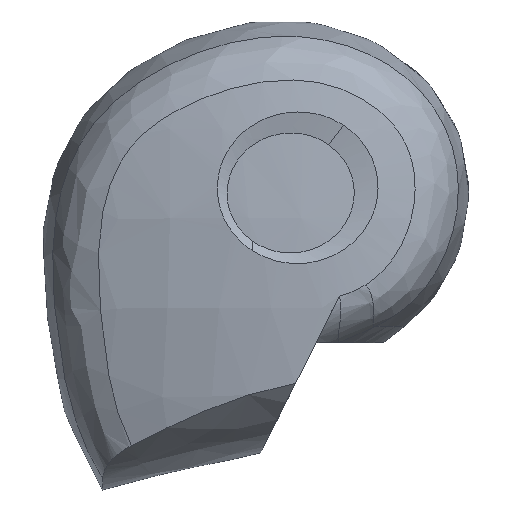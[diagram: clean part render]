
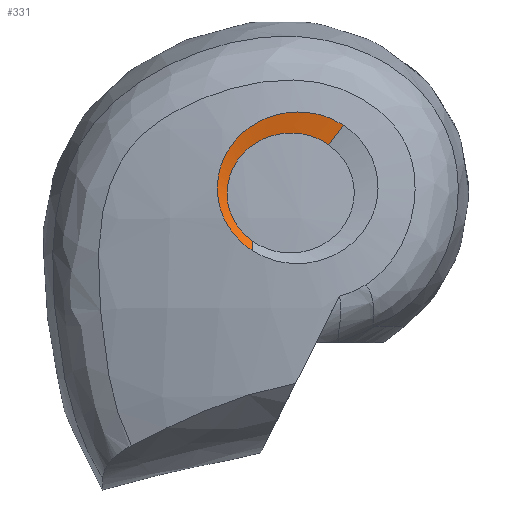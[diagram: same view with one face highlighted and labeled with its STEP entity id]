
A CAD part, front view. The second image highlights one B-rep face of the part: STEP entity #331.
In plain terms, the highlighted free-form (B-spline) face has degree [3, 3] with [10, 4] control points.
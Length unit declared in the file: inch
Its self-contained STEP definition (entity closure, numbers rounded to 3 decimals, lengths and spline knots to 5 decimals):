
#39=FACE_OUTER_BOUND('',#62,.T.);
#62=EDGE_LOOP('',(#287,#288,#289,#290));
#101=B_SPLINE_CURVE_WITH_KNOTS('',3,(#2469,#2470,#2471,#2472,#2473,#2474,
#2475,#2476,#2477,#2478,#2479,#2480,#2481,#2482,#2483,#2484,#2485,#2486,
#2487,#2488,#2489,#2490,#2491,#2492),.UNSPECIFIED.,.F.,.F.,(4,2,2,2,2,2,
2,2,2,2,2,4),(0.,1.25183,2.51128,4.16511,
4.95724,6.65289,7.55756,9.61073,10.85644,
13.26575,14.5766,15.89735),.UNSPECIFIED.);
#103=B_SPLINE_CURVE_WITH_KNOTS('',3,(#2633,#2634,#2635,#2636,#2637,#2638,
#2639,#2640,#2641,#2642,#2643,#2644,#2645,#2646,#2647,#2648,#2649,#2650,
#2651,#2652,#2653,#2654),.UNSPECIFIED.,.F.,.F.,(4,2,2,2,2,2,2,2,2,2,4),
(-11.63912,-10.45396,-9.28766,-7.61891,
-5.97533,-5.24799,-3.88982,-3.25809,
-1.94368,-0.96741,0.),
 .UNSPECIFIED.);
#109=LINE('',#2526,#116);
#110=LINE('',#2528,#117);
#116=VECTOR('',#357,0.22326);
#117=VECTOR('',#358,0.48712);
#145=VERTEX_POINT('',#2446);
#146=VERTEX_POINT('',#2447);
#147=VERTEX_POINT('',#2525);
#148=VERTEX_POINT('',#2527);
#192=EDGE_CURVE('',#146,#145,#101,.T.);
#193=EDGE_CURVE('',#147,#145,#109,.T.);
#194=EDGE_CURVE('',#148,#146,#110,.T.);
#196=EDGE_CURVE('',#147,#148,#103,.T.);
#287=ORIENTED_EDGE('',*,*,#196,.T.);
#288=ORIENTED_EDGE('',*,*,#194,.T.);
#289=ORIENTED_EDGE('',*,*,#192,.T.);
#290=ORIENTED_EDGE('',*,*,#193,.F.);
#310=B_SPLINE_SURFACE_WITH_KNOTS('',3,3,((#2593,#2594,#2595,#2596),(#2597,
#2598,#2599,#2600),(#2601,#2602,#2603,#2604),(#2605,#2606,#2607,#2608),
(#2609,#2610,#2611,#2612),(#2613,#2614,#2615,#2616),(#2617,#2618,#2619,
#2620),(#2621,#2622,#2623,#2624),(#2625,#2626,#2627,#2628),(#2629,#2630,
#2631,#2632)),.UNSPECIFIED.,.F.,.F.,.F.,(4,1,1,1,1,1,1,4),(4,4),(-0.00993,
0.,0.2,0.4,0.6,0.8,1.,1.00991),
(0.,1.),.UNSPECIFIED.);
#331=ADVANCED_FACE('',(#39),#310,.T.);
#357=DIRECTION('',(-0.026,-0.543,-0.839));
#358=DIRECTION('',(0.591,-0.089,0.802));
#2446=CARTESIAN_POINT('',(-0.1418,-2.99979,48.44092));
#2447=CARTESIAN_POINT('',(1.66801,-2.75367,50.93301));
#2469=CARTESIAN_POINT('Ctrl Pts',(1.66801,-2.75367,50.93302));
#2470=CARTESIAN_POINT('Ctrl Pts',(1.53051,-2.76568,51.0221));
#2471=CARTESIAN_POINT('Ctrl Pts',(1.37998,-2.77887,51.08932));
#2472=CARTESIAN_POINT('Ctrl Pts',(1.06342,-2.80541,51.17761));
#2473=CARTESIAN_POINT('Ctrl Pts',(0.89867,-2.81863,51.19802));
#2474=CARTESIAN_POINT('Ctrl Pts',(0.51734,-2.84737,51.18987));
#2475=CARTESIAN_POINT('Ctrl Pts',(0.30376,-2.86206,51.14404));
#2476=CARTESIAN_POINT('Ctrl Pts',(0.00996,-2.88136,
51.01771));
#2477=CARTESIAN_POINT('Ctrl Pts',(-0.08132,-2.88722,
50.96786));
#2478=CARTESIAN_POINT('Ctrl Pts',(-0.35028,-2.90469,50.78489));
#2479=CARTESIAN_POINT('Ctrl Pts',(-0.48915,-2.91417,
50.6342));
#2480=CARTESIAN_POINT('Ctrl Pts',(-0.64294,-2.92679,
50.40348));
#2481=CARTESIAN_POINT('Ctrl Pts',(-0.68886,-2.93107,50.31816));
#2482=CARTESIAN_POINT('Ctrl Pts',(-0.80994,-2.94501,50.02698));
#2483=CARTESIAN_POINT('Ctrl Pts',(-0.83455,-2.95328,
49.83869));
#2484=CARTESIAN_POINT('Ctrl Pts',(-0.83507,-2.96413,
49.58939));
#2485=CARTESIAN_POINT('Ctrl Pts',(-0.82609,-2.96816,49.49527));
#2486=CARTESIAN_POINT('Ctrl Pts',(-0.77287,-2.97953,
49.2242));
#2487=CARTESIAN_POINT('Ctrl Pts',(-0.70405,-2.98658,
49.05272));
#2488=CARTESIAN_POINT('Ctrl Pts',(-0.53699,-2.99497,48.80038));
#2489=CARTESIAN_POINT('Ctrl Pts',(-0.46868,-2.99727,
48.71764));
#2490=CARTESIAN_POINT('Ctrl Pts',(-0.31631,-3.00003,
48.56709));
#2491=CARTESIAN_POINT('Ctrl Pts',(-0.23208,-3.00048,
48.49934));
#2492=CARTESIAN_POINT('Ctrl Pts',(-0.1418,-2.99979,48.44092));
#2525=CARTESIAN_POINT('',(-0.13605,-2.87853,48.62829));
#2526=CARTESIAN_POINT('',(-0.13605,-2.87853,48.62829));
#2527=CARTESIAN_POINT('',(1.38008,-2.71025,50.5425));
#2528=CARTESIAN_POINT('',(1.38008,-2.71025,50.5425));
#2593=CARTESIAN_POINT('Ctrl Pts',(-0.10436,-2.86925,48.62108));
#2594=CARTESIAN_POINT('Ctrl Pts',(-0.103,-2.91567,48.54763));
#2595=CARTESIAN_POINT('Ctrl Pts',(-0.10164,-2.96209,48.47417));
#2596=CARTESIAN_POINT('Ctrl Pts',(-0.10028,-3.00851,48.40072));
#2597=CARTESIAN_POINT('Ctrl Pts',(-0.1149,-2.86932,48.62803));
#2598=CARTESIAN_POINT('Ctrl Pts',(-0.11473,-2.91577,48.55509));
#2599=CARTESIAN_POINT('Ctrl Pts',(-0.11457,-2.96222,48.48214));
#2600=CARTESIAN_POINT('Ctrl Pts',(-0.1144,-3.00867,48.40919));
#2601=CARTESIAN_POINT('Ctrl Pts',(-0.33523,-2.8703,48.77838));
#2602=CARTESIAN_POINT('Ctrl Pts',(-0.3602,-2.91741,48.71662));
#2603=CARTESIAN_POINT('Ctrl Pts',(-0.38517,-2.96452,48.65487));
#2604=CARTESIAN_POINT('Ctrl Pts',(-0.41015,-3.01162,48.59311));
#2605=CARTESIAN_POINT('Ctrl Pts',(-0.65296,-2.85735,49.20784));
#2606=CARTESIAN_POINT('Ctrl Pts',(-0.72245,-2.90253,49.18492));
#2607=CARTESIAN_POINT('Ctrl Pts',(-0.79194,-2.94771,49.16199));
#2608=CARTESIAN_POINT('Ctrl Pts',(-0.86144,-2.99288,49.13907));
#2609=CARTESIAN_POINT('Ctrl Pts',(-0.63859,-2.82848,49.97971));
#2610=CARTESIAN_POINT('Ctrl Pts',(-0.72237,-2.86849,50.03639));
#2611=CARTESIAN_POINT('Ctrl Pts',(-0.80615,-2.90849,50.09307));
#2612=CARTESIAN_POINT('Ctrl Pts',(-0.88994,-2.9485,50.14975));
#2613=CARTESIAN_POINT('Ctrl Pts',(-0.14452,-2.79917,50.5977));
#2614=CARTESIAN_POINT('Ctrl Pts',(-0.19081,-2.83481,50.7276));
#2615=CARTESIAN_POINT('Ctrl Pts',(-0.23711,-2.87044,50.8575));
#2616=CARTESIAN_POINT('Ctrl Pts',(-0.28341,-2.90607,50.9874));
#2617=CARTESIAN_POINT('Ctrl Pts',(0.63689,-2.7566,50.82512));
#2618=CARTESIAN_POINT('Ctrl Pts',(0.66664,-2.7849,50.99322));
#2619=CARTESIAN_POINT('Ctrl Pts',(0.69639,-2.81321,51.16131));
#2620=CARTESIAN_POINT('Ctrl Pts',(0.72614,-2.84152,51.3294));
#2621=CARTESIAN_POINT('Ctrl Pts',(1.16443,-2.71989,50.65547));
#2622=CARTESIAN_POINT('Ctrl Pts',(1.25184,-2.73997,50.8162));
#2623=CARTESIAN_POINT('Ctrl Pts',(1.33926,-2.76005,50.97692));
#2624=CARTESIAN_POINT('Ctrl Pts',(1.42667,-2.78013,51.13765));
#2625=CARTESIAN_POINT('Ctrl Pts',(1.37875,-2.70562,50.49841));
#2626=CARTESIAN_POINT('Ctrl Pts',(1.4916,-2.72191,50.64707));
#2627=CARTESIAN_POINT('Ctrl Pts',(1.60445,-2.73821,50.79573));
#2628=CARTESIAN_POINT('Ctrl Pts',(1.71729,-2.75451,50.9444));
#2629=CARTESIAN_POINT('Ctrl Pts',(1.38874,-2.70495,50.49084));
#2630=CARTESIAN_POINT('Ctrl Pts',(1.50278,-2.72107,50.63892));
#2631=CARTESIAN_POINT('Ctrl Pts',(1.61682,-2.73719,50.78699));
#2632=CARTESIAN_POINT('Ctrl Pts',(1.73085,-2.75331,50.93506));
#2633=CARTESIAN_POINT('Ctrl Pts',(-0.13605,-2.87853,
48.62829));
#2634=CARTESIAN_POINT('Ctrl Pts',(-0.23614,-2.87878,
48.69855));
#2635=CARTESIAN_POINT('Ctrl Pts',(-0.32536,-2.87751,48.78372));
#2636=CARTESIAN_POINT('Ctrl Pts',(-0.47348,-2.87285,
48.97558));
#2637=CARTESIAN_POINT('Ctrl Pts',(-0.5326,-2.8695,49.08163));
#2638=CARTESIAN_POINT('Ctrl Pts',(-0.63203,-2.86009,
49.35612));
#2639=CARTESIAN_POINT('Ctrl Pts',(-0.64519,-2.85434,
49.50936));
#2640=CARTESIAN_POINT('Ctrl Pts',(-0.63289,-2.84469,49.75963));
#2641=CARTESIAN_POINT('Ctrl Pts',(-0.60601,-2.83888,49.90783));
#2642=CARTESIAN_POINT('Ctrl Pts',(-0.49921,-2.82895,
50.1337));
#2643=CARTESIAN_POINT('Ctrl Pts',(-0.45953,-2.82588,
50.1997));
#2644=CARTESIAN_POINT('Ctrl Pts',(-0.3291,-2.81684,50.37663));
#2645=CARTESIAN_POINT('Ctrl Pts',(-0.21338,-2.81001,
50.49137));
#2646=CARTESIAN_POINT('Ctrl Pts',(0.00851,-2.79749,
50.62747));
#2647=CARTESIAN_POINT('Ctrl Pts',(0.08314,-2.79332,
50.66376));
#2648=CARTESIAN_POINT('Ctrl Pts',(0.32153,-2.77974,50.75313));
#2649=CARTESIAN_POINT('Ctrl Pts',(0.49309,-2.76958,50.7816));
#2650=CARTESIAN_POINT('Ctrl Pts',(0.79312,-2.75052,50.77331));
#2651=CARTESIAN_POINT('Ctrl Pts',(0.92022,-2.74205,50.75148));
#2652=CARTESIAN_POINT('Ctrl Pts',(1.16223,-2.72545,50.67233));
#2653=CARTESIAN_POINT('Ctrl Pts',(1.27651,-2.71738,50.61557));
#2654=CARTESIAN_POINT('Ctrl Pts',(1.38008,-2.71025,50.5425));
